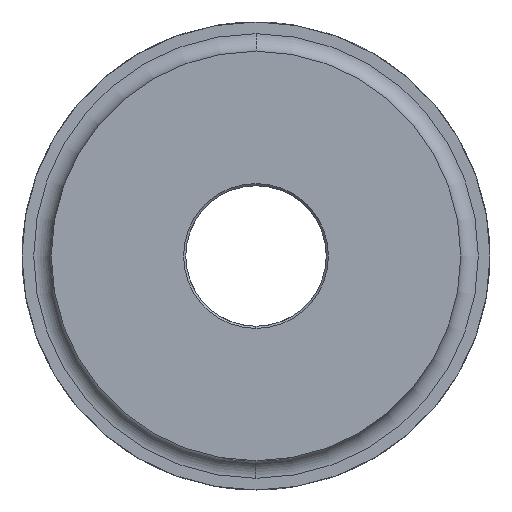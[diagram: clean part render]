
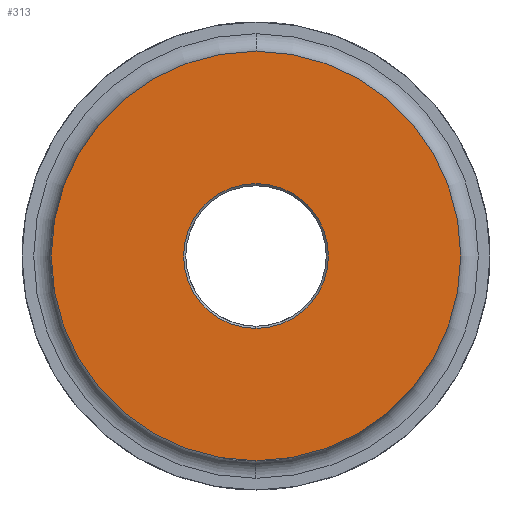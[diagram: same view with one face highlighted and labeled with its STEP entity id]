
A CAD part, left-side view. The second image highlights one B-rep face of the part: STEP entity #313.
In plain terms, the highlighted planar face has unit normal (-1, 0, 0).
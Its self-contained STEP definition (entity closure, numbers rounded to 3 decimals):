
#313 = ADVANCED_FACE ( 'NONE', ( #2211, #2219 ), #2805, .T. ) ;
#975 = ORIENTED_EDGE ( 'NONE', *, *, #10029, .F. ) ;
#976 = ORIENTED_EDGE ( 'NONE', *, *, #9966, .F. ) ;
#977 = ORIENTED_EDGE ( 'NONE', *, *, #9958, .T. ) ;
#978 = ORIENTED_EDGE ( 'NONE', *, *, #10030, .T. ) ;
#1695 = AXIS2_PLACEMENT_3D ( 'NONE', #2804, #2807, #2808 ) ;
#2211 = FACE_BOUND ( 'NONE', #10558, .T. ) ;
#2219 = FACE_OUTER_BOUND ( 'NONE', #10560, .T. ) ;
#2804 = CARTESIAN_POINT ( 'NONE',  ( -57., 0., 0. ) ) ;
#2805 = PLANE ( 'NONE',  #1695 ) ;
#2807 = DIRECTION ( 'NONE',  ( -1., 0., 0. ) ) ;
#2808 = DIRECTION ( 'NONE',  ( 0., 0., -1. ) ) ;
#4194 = AXIS2_PLACEMENT_3D ( 'NONE', #6974, #7048, #7049 ) ;
#4199 = AXIS2_PLACEMENT_3D ( 'NONE', #7069, #7070, #7071 ) ;
#4229 = AXIS2_PLACEMENT_3D ( 'NONE', #7387, #7409, #7410 ) ;
#4230 = AXIS2_PLACEMENT_3D ( 'NONE', #7405, #7406, #7407 ) ;
#5264 = CIRCLE ( 'NONE', #4194, 35. ) ;
#5271 = CIRCLE ( 'NONE', #4199, 12.381 ) ;
#5339 = CIRCLE ( 'NONE', #4230, 12.381 ) ;
#5340 = CIRCLE ( 'NONE', #4229, 35. ) ;
#5632 = CARTESIAN_POINT ( 'NONE',  ( -57., 0., -35. ) ) ;
#5633 = CARTESIAN_POINT ( 'NONE',  ( -57., 0., 35. ) ) ;
#5660 = CARTESIAN_POINT ( 'NONE',  ( -57., 0., 12.381 ) ) ;
#5661 = CARTESIAN_POINT ( 'NONE',  ( -57., 0., -12.381 ) ) ;
#6974 = CARTESIAN_POINT ( 'NONE',  ( -57., 0., 0. ) ) ;
#7048 = DIRECTION ( 'NONE',  ( -1., 0., 0. ) ) ;
#7049 = DIRECTION ( 'NONE',  ( 0., 0., 1. ) ) ;
#7069 = CARTESIAN_POINT ( 'NONE',  ( -57., 0., 0. ) ) ;
#7070 = DIRECTION ( 'NONE',  ( -1., 0., 0. ) ) ;
#7071 = DIRECTION ( 'NONE',  ( 0., 0., -1. ) ) ;
#7387 = CARTESIAN_POINT ( 'NONE',  ( -57., 0., 0. ) ) ;
#7405 = CARTESIAN_POINT ( 'NONE',  ( -57., 0., 0. ) ) ;
#7406 = DIRECTION ( 'NONE',  ( -1., 0., 0. ) ) ;
#7407 = DIRECTION ( 'NONE',  ( 0., 0., -1. ) ) ;
#7409 = DIRECTION ( 'NONE',  ( -1., 0., 0. ) ) ;
#7410 = DIRECTION ( 'NONE',  ( 0., 0., 1. ) ) ;
#9515 = VERTEX_POINT ( 'NONE', #5632 ) ;
#9516 = VERTEX_POINT ( 'NONE', #5633 ) ;
#9543 = VERTEX_POINT ( 'NONE', #5660 ) ;
#9544 = VERTEX_POINT ( 'NONE', #5661 ) ;
#9958 = EDGE_CURVE ( 'NONE', #9516, #9515, #5264, .T. ) ;
#9966 = EDGE_CURVE ( 'NONE', #9543, #9544, #5271, .T. ) ;
#10029 = EDGE_CURVE ( 'NONE', #9544, #9543, #5339, .T. ) ;
#10030 = EDGE_CURVE ( 'NONE', #9515, #9516, #5340, .T. ) ;
#10558 = EDGE_LOOP ( 'NONE', ( #975, #976 ) ) ;
#10560 = EDGE_LOOP ( 'NONE', ( #977, #978 ) ) ;
